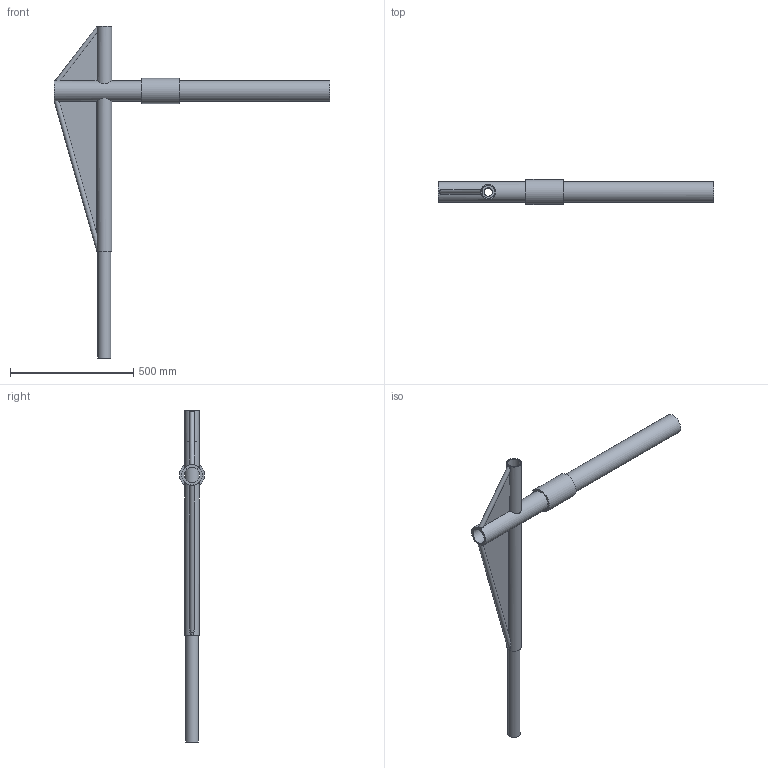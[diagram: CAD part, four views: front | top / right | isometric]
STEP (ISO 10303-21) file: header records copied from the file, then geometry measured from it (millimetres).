
FILE_DESCRIPTION(/* description */ (''),/* implementation_level */ '2;1');
FILE_NAME(/* name */ 'top bit v32.step',/* time_stamp */ '2024-09-17T19:13:19-07:00',/* author */ (''),/* organization */ (''),/* preprocessor_version */ 'ST-DEVELOPER v20',/* originating_system */ 'Autodesk Translation Framework v13.14.0.145',/* authorisation */ '');
FILE_SCHEMA (('AUTOMOTIVE_DESIGN { 1 0 10303 214 3 1 1 }'));
Length unit declared in the file: inch
Products named in the file (4): top bit; bit; Component1; Component2
Assembly tree (3 placements, depth 3):
  top bit
    bit
    Component1
      Component2
Bounding box: 1117.6 x 101.6 x 1346.2 mm (x, y, z)
Volume: 5586180.1 mm3; surface area: 1436787.6 mm2
Topology: 3 solids, 5 shells, 43 faces, 104 edges, 70 vertices
Faces by surface type: plane 25, cylinder 18
Full cylindrical faces by diameter (mm): 33.452 x1, 52.502 x2, 60.325 x3, 63.5 x1, 82.55 x1, 83.82 x1, 101.6 x1
Entity records: 1852 total; most frequent: CARTESIAN_POINT 767, DIRECTION 201, ORIENTED_EDGE 200, EDGE_CURVE 100, AXIS2_PLACEMENT_3D 77, VERTEX_POINT 68, EDGE_LOOP 54, LINE 47
